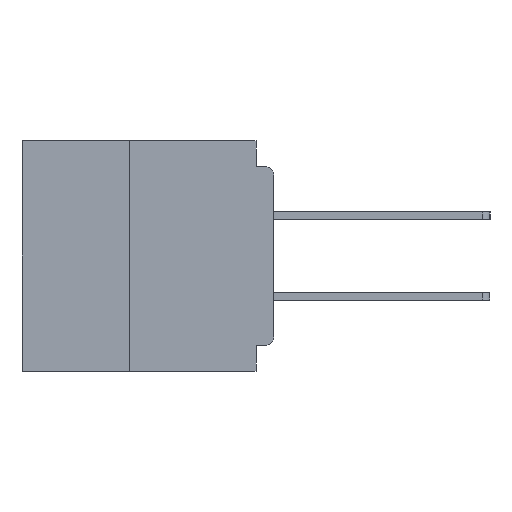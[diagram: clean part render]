
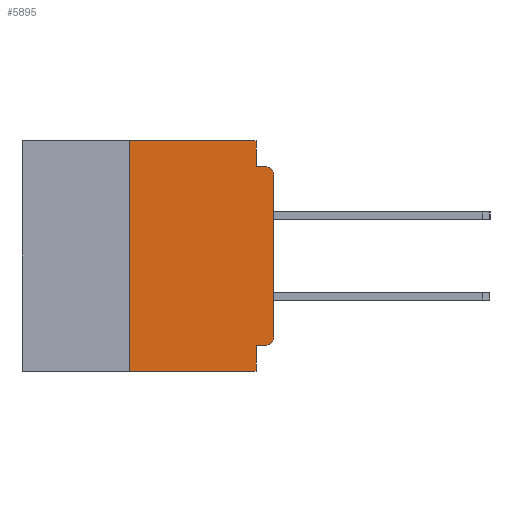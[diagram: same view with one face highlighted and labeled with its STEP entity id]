
A CAD part, left-side view. The second image highlights one B-rep face of the part: STEP entity #5895.
In plain terms, the highlighted planar face has unit normal (-1, 0, 0).
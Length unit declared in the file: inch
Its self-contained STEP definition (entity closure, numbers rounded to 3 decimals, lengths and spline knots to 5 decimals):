
#123 = VERTEX_POINT ( 'NONE', #39891 ) ;
#475 = DIRECTION ( 'NONE',  ( 0., 0., -1. ) ) ;
#1253 = EDGE_CURVE ( 'NONE', #123, #15201, #42387, .T. ) ;
#2152 = ORIENTED_EDGE ( 'NONE', *, *, #41245, .T. ) ;
#2459 = CARTESIAN_POINT ( 'NONE',  ( 0., 0.437, -0.4 ) ) ;
#2950 = CIRCLE ( 'NONE', #35098, 0.015 ) ;
#3020 = DIRECTION ( 'NONE',  ( 0., 0., -1. ) ) ;
#3764 = CARTESIAN_POINT ( 'NONE',  ( 0., 0.25, -0.4 ) ) ;
#3918 = ORIENTED_EDGE ( 'NONE', *, *, #24756, .F. ) ;
#3990 = LINE ( 'NONE', #20421, #48408 ) ;
#5243 = VECTOR ( 'NONE', #30224, 39.37008 ) ;
#5275 = DIRECTION ( 'NONE',  ( 0., -1., 0. ) ) ;
#5811 = CARTESIAN_POINT ( 'NONE',  ( 0., 0.031, -0.355 ) ) ;
#5895 = ADVANCED_FACE ( 'NONE', ( #6273 ), #26539, .F. ) ;
#6233 = LINE ( 'NONE', #14051, #24073 ) ;
#6273 = FACE_OUTER_BOUND ( 'NONE', #37321, .T. ) ;
#6291 = DIRECTION ( 'NONE',  ( 0., -1., 0. ) ) ;
#7632 = CARTESIAN_POINT ( 'NONE',  ( 0., 0.437, 0. ) ) ;
#8028 = EDGE_CURVE ( 'NONE', #48861, #30989, #3990, .T. ) ;
#8147 = LINE ( 'NONE', #2459, #27142 ) ;
#10031 = EDGE_CURVE ( 'NONE', #30989, #16780, #40003, .T. ) ;
#10821 = VECTOR ( 'NONE', #3020, 39.37008 ) ;
#11511 = CARTESIAN_POINT ( 'NONE',  ( 0., 0.031, -0.045 ) ) ;
#11633 = VERTEX_POINT ( 'NONE', #5811 ) ;
#11676 = LINE ( 'NONE', #20039, #47153 ) ;
#11689 = ORIENTED_EDGE ( 'NONE', *, *, #15879, .F. ) ;
#11832 = CARTESIAN_POINT ( 'NONE',  ( 0., 0.25, 0. ) ) ;
#12415 = DIRECTION ( 'NONE',  ( 0., -1., 0. ) ) ;
#13163 = CARTESIAN_POINT ( 'NONE',  ( 0., 0.015, -0.355 ) ) ;
#13742 = CARTESIAN_POINT ( 'NONE',  ( 0., 0., -0.355 ) ) ;
#14051 = CARTESIAN_POINT ( 'NONE',  ( 0., 0.25, -0.4 ) ) ;
#14211 = DIRECTION ( 'NONE',  ( 0., 0., 1. ) ) ;
#14642 = DIRECTION ( 'NONE',  ( 0., 0., -1. ) ) ;
#14703 = DIRECTION ( 'NONE',  ( -1., 0., 0. ) ) ;
#14740 = CARTESIAN_POINT ( 'NONE',  ( 0., 0.015, -0.06 ) ) ;
#15201 = VERTEX_POINT ( 'NONE', #16624 ) ;
#15325 = DIRECTION ( 'NONE',  ( 1., 0., 0. ) ) ;
#15879 = EDGE_CURVE ( 'NONE', #46417, #11633, #34951, .T. ) ;
#16386 = CARTESIAN_POINT ( 'NONE',  ( 0., 0.031, 0. ) ) ;
#16624 = CARTESIAN_POINT ( 'NONE',  ( 0., 0.015, -0.045 ) ) ;
#16780 = VERTEX_POINT ( 'NONE', #11511 ) ;
#17043 = ORIENTED_EDGE ( 'NONE', *, *, #47691, .F. ) ;
#17564 = DIRECTION ( 'NONE',  ( 0., 1., 0. ) ) ;
#19370 = ORIENTED_EDGE ( 'NONE', *, *, #24505, .F. ) ;
#20039 = CARTESIAN_POINT ( 'NONE',  ( 0., 0., -0.045 ) ) ;
#20421 = CARTESIAN_POINT ( 'NONE',  ( 0., 0.437, 0. ) ) ;
#21421 = LINE ( 'NONE', #48381, #10821 ) ;
#23272 = DIRECTION ( 'NONE',  ( -1., 0., 0. ) ) ;
#23522 = ORIENTED_EDGE ( 'NONE', *, *, #23602, .T. ) ;
#23602 = EDGE_CURVE ( 'NONE', #43225, #28694, #8147, .T. ) ;
#23693 = VECTOR ( 'NONE', #17564, 39.37008 ) ;
#24073 = VECTOR ( 'NONE', #14211, 39.37008 ) ;
#24433 = AXIS2_PLACEMENT_3D ( 'NONE', #7632, #15325, #41787 ) ;
#24505 = EDGE_CURVE ( 'NONE', #16780, #15201, #11676, .T. ) ;
#24756 = EDGE_CURVE ( 'NONE', #43225, #48861, #6233, .T. ) ;
#25232 = ORIENTED_EDGE ( 'NONE', *, *, #1253, .T. ) ;
#26539 = PLANE ( 'NONE',  #24433 ) ;
#26687 = EDGE_CURVE ( 'NONE', #31860, #123, #44408, .T. ) ;
#27142 = VECTOR ( 'NONE', #6291, 39.37008 ) ;
#28441 = AXIS2_PLACEMENT_3D ( 'NONE', #14740, #14703, #14642 ) ;
#28694 = VERTEX_POINT ( 'NONE', #46278 ) ;
#30224 = DIRECTION ( 'NONE',  ( 0., 0., 1. ) ) ;
#30989 = VERTEX_POINT ( 'NONE', #36527 ) ;
#31860 = VERTEX_POINT ( 'NONE', #47131 ) ;
#34174 = ORIENTED_EDGE ( 'NONE', *, *, #10031, .F. ) ;
#34951 = LINE ( 'NONE', #13742, #23693 ) ;
#35098 = AXIS2_PLACEMENT_3D ( 'NONE', #45915, #23272, #475 ) ;
#36527 = CARTESIAN_POINT ( 'NONE',  ( 0., 0.031, 0. ) ) ;
#37321 = EDGE_LOOP ( 'NONE', ( #41825, #25232, #19370, #34174, #40112, #3918, #23522, #17043, #11689, #2152 ) ) ;
#38826 = VECTOR ( 'NONE', #39053, 39.37008 ) ;
#39053 = DIRECTION ( 'NONE',  ( 0., 0., -1. ) ) ;
#39891 = CARTESIAN_POINT ( 'NONE',  ( 0., 0., -0.06 ) ) ;
#40003 = LINE ( 'NONE', #16386, #38826 ) ;
#40112 = ORIENTED_EDGE ( 'NONE', *, *, #8028, .F. ) ;
#41245 = EDGE_CURVE ( 'NONE', #46417, #31860, #2950, .T. ) ;
#41787 = DIRECTION ( 'NONE',  ( 0., 0., -1. ) ) ;
#41825 = ORIENTED_EDGE ( 'NONE', *, *, #26687, .T. ) ;
#42387 = CIRCLE ( 'NONE', #28441, 0.015 ) ;
#43225 = VERTEX_POINT ( 'NONE', #3764 ) ;
#44408 = LINE ( 'NONE', #49004, #5243 ) ;
#45915 = CARTESIAN_POINT ( 'NONE',  ( 0., 0.015, -0.34 ) ) ;
#46278 = CARTESIAN_POINT ( 'NONE',  ( 0., 0.031, -0.4 ) ) ;
#46417 = VERTEX_POINT ( 'NONE', #13163 ) ;
#47131 = CARTESIAN_POINT ( 'NONE',  ( 0., 0., -0.34 ) ) ;
#47153 = VECTOR ( 'NONE', #12415, 39.37008 ) ;
#47691 = EDGE_CURVE ( 'NONE', #11633, #28694, #21421, .T. ) ;
#48381 = CARTESIAN_POINT ( 'NONE',  ( 0., 0.031, -0.4 ) ) ;
#48408 = VECTOR ( 'NONE', #5275, 39.37008 ) ;
#48861 = VERTEX_POINT ( 'NONE', #11832 ) ;
#49004 = CARTESIAN_POINT ( 'NONE',  ( 0., 0., 0. ) ) ;
